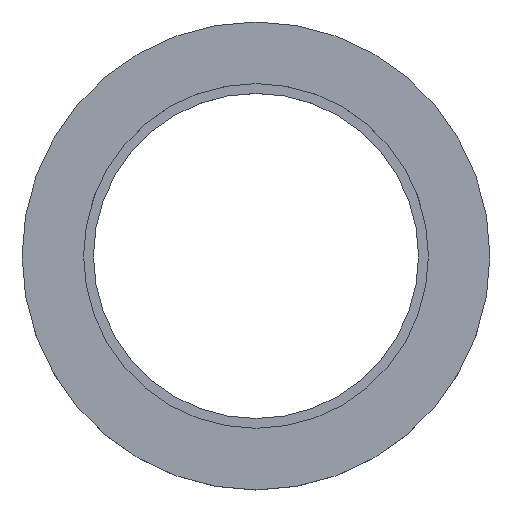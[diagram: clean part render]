
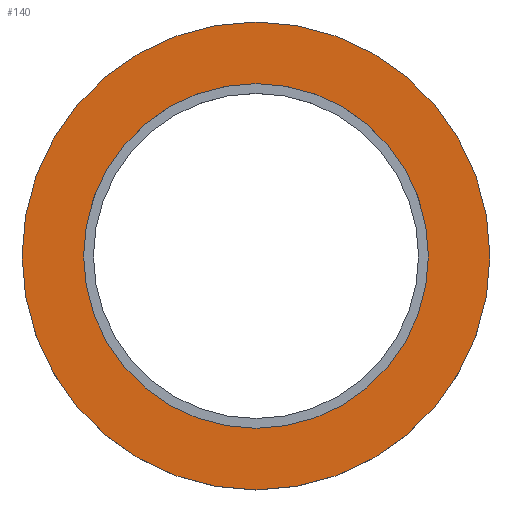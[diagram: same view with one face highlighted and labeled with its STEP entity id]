
A CAD part, top view. The second image highlights one B-rep face of the part: STEP entity #140.
In plain terms, the highlighted planar face has unit normal (0, 0, 1).
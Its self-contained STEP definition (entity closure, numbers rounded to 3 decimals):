
#9 = ORIENTED_EDGE ( 'NONE', *, *, #98, .F. ) ;
#20 = FACE_BOUND ( 'NONE', #536, .T. ) ;
#24 = DIRECTION ( 'NONE',  ( 0., 0., 1. ) ) ;
#31 = PLANE ( 'NONE',  #333 ) ;
#33 = DIRECTION ( 'NONE',  ( 1., 0., 0. ) ) ;
#37 = AXIS2_PLACEMENT_3D ( 'NONE', #291, #284, #280 ) ;
#59 = EDGE_LOOP ( 'NONE', ( #323, #270 ) ) ;
#78 = CARTESIAN_POINT ( 'NONE',  ( 0., 35., 0. ) ) ;
#98 = EDGE_CURVE ( 'NONE', #126, #298, #234, .T. ) ;
#121 = EDGE_CURVE ( 'NONE', #572, #374, #229, .T. ) ;
#126 = VERTEX_POINT ( 'NONE', #556 ) ;
#140 = ADVANCED_FACE ( 'NONE', ( #20, #327 ), #31, .F. ) ;
#141 = DIRECTION ( 'NONE',  ( 0., 0., -1. ) ) ;
#161 = CIRCLE ( 'NONE', #452, 47.5 ) ;
#164 = CARTESIAN_POINT ( 'NONE',  ( 35., 0., 0. ) ) ;
#172 = AXIS2_PLACEMENT_3D ( 'NONE', #197, #368, #33 ) ;
#181 = EDGE_CURVE ( 'NONE', #298, #126, #455, .T. ) ;
#196 = EDGE_CURVE ( 'NONE', #374, #572, #161, .T. ) ;
#197 = CARTESIAN_POINT ( 'NONE',  ( 0., 0., 0. ) ) ;
#225 = CARTESIAN_POINT ( 'NONE',  ( 0., 0., 0. ) ) ;
#229 = CIRCLE ( 'NONE', #172, 47.5 ) ;
#234 = CIRCLE ( 'NONE', #37, 35. ) ;
#270 = ORIENTED_EDGE ( 'NONE', *, *, #121, .T. ) ;
#280 = DIRECTION ( 'NONE',  ( 1., 0., 0. ) ) ;
#284 = DIRECTION ( 'NONE',  ( 0., 0., 1. ) ) ;
#289 = DIRECTION ( 'NONE',  ( 0., 0., 1. ) ) ;
#291 = CARTESIAN_POINT ( 'NONE',  ( 0., 0., 0. ) ) ;
#298 = VERTEX_POINT ( 'NONE', #164 ) ;
#317 = DIRECTION ( 'NONE',  ( -1., 0., 0. ) ) ;
#323 = ORIENTED_EDGE ( 'NONE', *, *, #196, .T. ) ;
#327 = FACE_OUTER_BOUND ( 'NONE', #59, .T. ) ;
#333 = AXIS2_PLACEMENT_3D ( 'NONE', #78, #141, #317 ) ;
#350 = CARTESIAN_POINT ( 'NONE',  ( 47.5, 0., 0. ) ) ;
#368 = DIRECTION ( 'NONE',  ( 0., 0., 1. ) ) ;
#374 = VERTEX_POINT ( 'NONE', #350 ) ;
#381 = CARTESIAN_POINT ( 'NONE',  ( 0., 0., 0. ) ) ;
#392 = DIRECTION ( 'NONE',  ( 1., 0., 0. ) ) ;
#426 = AXIS2_PLACEMENT_3D ( 'NONE', #381, #24, #593 ) ;
#452 = AXIS2_PLACEMENT_3D ( 'NONE', #225, #289, #392 ) ;
#455 = CIRCLE ( 'NONE', #426, 35. ) ;
#490 = CARTESIAN_POINT ( 'NONE',  ( -47.5, 0., 0. ) ) ;
#503 = ORIENTED_EDGE ( 'NONE', *, *, #181, .F. ) ;
#536 = EDGE_LOOP ( 'NONE', ( #503, #9 ) ) ;
#556 = CARTESIAN_POINT ( 'NONE',  ( -35., 0., 0. ) ) ;
#572 = VERTEX_POINT ( 'NONE', #490 ) ;
#593 = DIRECTION ( 'NONE',  ( 1., 0., 0. ) ) ;
